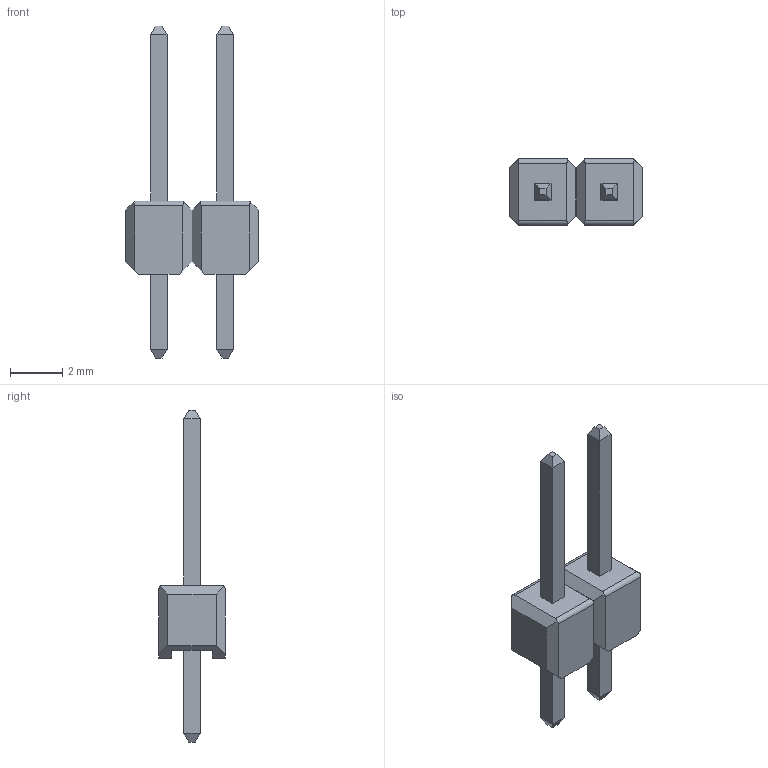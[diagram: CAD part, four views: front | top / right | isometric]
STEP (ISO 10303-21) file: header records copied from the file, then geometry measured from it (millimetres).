
FILE_DESCRIPTION (( 'STEP AP214' ), '1' );
FILE_NAME ('User Library-1x2 TH Pitch 2.54mm.STEP', '2016-03-05T03:02:16', ( 'Windows User' ), ( '' ), 'SwSTEP 2.0', 'SolidWorks 2016', '' );
FILE_SCHEMA (( 'AUTOMOTIVE_DESIGN' ));
Length unit declared in the file: millimetre
Products named in the file (1): User Library-1x2 TH Pitch 2.54mm
Bounding box: 5.08 x 2.54 x 12.7 mm (x, y, z)
Surface area: 140.3 mm2 (no closed solid volume)
Topology: 0 solids, 4 shells, 74 faces, 189 edges, 120 vertices
Faces by surface type: plane 70, cylinder 4
Entity records: 2209 total; most frequent: CARTESIAN_POINT 432, ORIENTED_EDGE 368, DIRECTION 323, EDGE_CURVE 189, VECTOR 173, LINE 173, VERTEX_POINT 120, EDGE_LOOP 78
